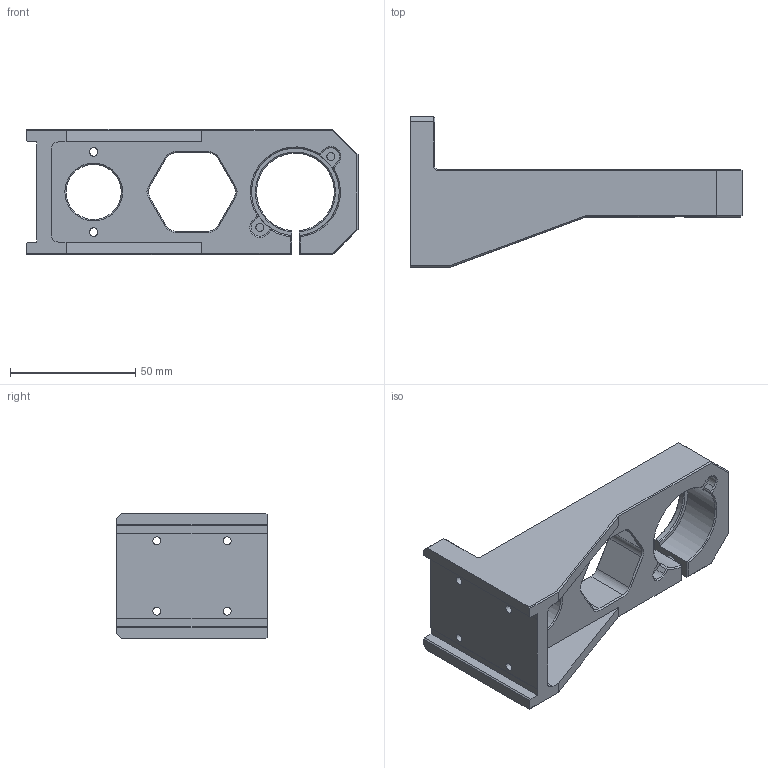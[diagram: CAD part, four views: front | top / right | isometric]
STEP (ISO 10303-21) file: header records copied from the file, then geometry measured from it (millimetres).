
FILE_DESCRIPTION(/* description */ (''),/* implementation_level */ '2;1');
FILE_NAME(/* name */ 'SL1 - 8 - Console.step',/* time_stamp */ '2019-02-21T12:02:23+01:00',/* author */ (''),/* organization */ (''),/* preprocessor_version */ 'ST-DEVELOPER v17.2',/* originating_system */ 'Autodesk Translation Framework v7.6.0.251',/* authorisation */ '');
FILE_SCHEMA (('AUTOMOTIVE_DESIGN { 1 0 10303 214 3 1 1 }'));
Length unit declared in the file: millimetre
Products named in the file (1): SL1 - 8 - Console
Bounding box: 132.5 x 60 x 50 mm (x, y, z)
Volume: 91625.8 mm3; surface area: 29990.3 mm2
Topology: 1 solids, 1 shells, 161 faces, 410 edges, 256 vertices
Faces by surface type: plane 97, cylinder 34, cone 30
Full cylindrical faces by diameter (mm): 3.2 x6, 3.242 x1, 3.332 x2, 4.2 x1, 7 x1, 22 x1
Entity records: 5173 total; most frequent: CARTESIAN_POINT 1164, DIRECTION 825, ORIENTED_EDGE 820, EDGE_CURVE 410, LINE 295, VECTOR 295, AXIS2_PLACEMENT_3D 265, VERTEX_POINT 256
